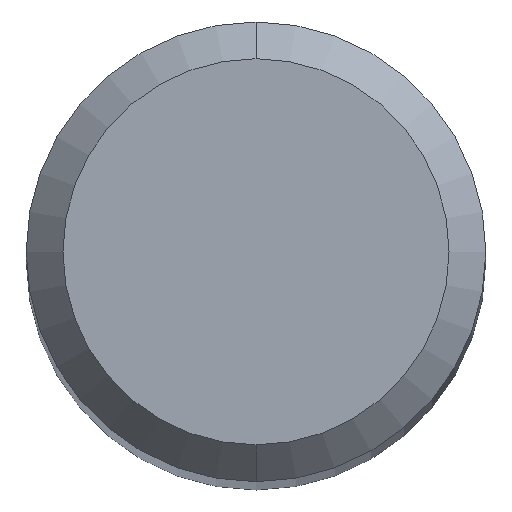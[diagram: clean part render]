
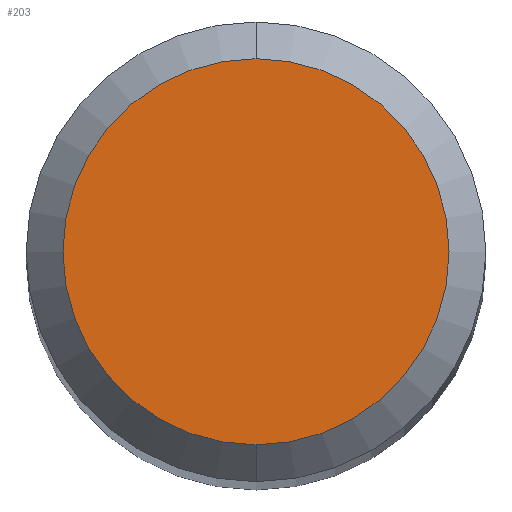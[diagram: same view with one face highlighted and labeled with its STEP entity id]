
A CAD part, top view. The second image highlights one B-rep face of the part: STEP entity #203.
In plain terms, the highlighted planar face has unit normal (0, 0, 1).
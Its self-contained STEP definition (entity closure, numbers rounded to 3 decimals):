
#203=ADVANCED_FACE('',(#511),#512,.T.);
#241=EDGE_CURVE('',#333,#425,#556,.T.);
#317=EDGE_CURVE('',#425,#333,#640,.T.);
#333=VERTEX_POINT('',#657);
#425=VERTEX_POINT('',#758);
#511=FACE_OUTER_BOUND('',#854,.T.);
#512=PLANE('',#855);
#556=CIRCLE('',#937,2.1);
#640=CIRCLE('',#1138,2.1);
#657=CARTESIAN_POINT('',(0.0,2.1,0.0));
#758=CARTESIAN_POINT('',(0.,-2.1,0.0));
#854=EDGE_LOOP('',(#1466,#1467));
#855=AXIS2_PLACEMENT_3D('',#1468,#1469,#1470);
#937=AXIS2_PLACEMENT_3D('',#1535,#1536,#1537);
#1138=AXIS2_PLACEMENT_3D('',#1633,#1634,#1635);
#1466=ORIENTED_EDGE('',*,*,#241,.F.);
#1467=ORIENTED_EDGE('',*,*,#317,.F.);
#1468=CARTESIAN_POINT('',(0.0,1.05,0.0));
#1469=DIRECTION('',(-0.0,0.0,1.0));
#1470=DIRECTION('',(0.0,-1.0,0.0));
#1535=CARTESIAN_POINT('',(0.0,0.0,0.0));
#1536=DIRECTION('',(0.0,0.0,-1.0));
#1537=DIRECTION('',(0.0,1.0,0.0));
#1633=CARTESIAN_POINT('',(0.0,0.0,0.0));
#1634=DIRECTION('',(0.0,0.0,-1.0));
#1635=DIRECTION('',(0.0,1.0,0.0));
